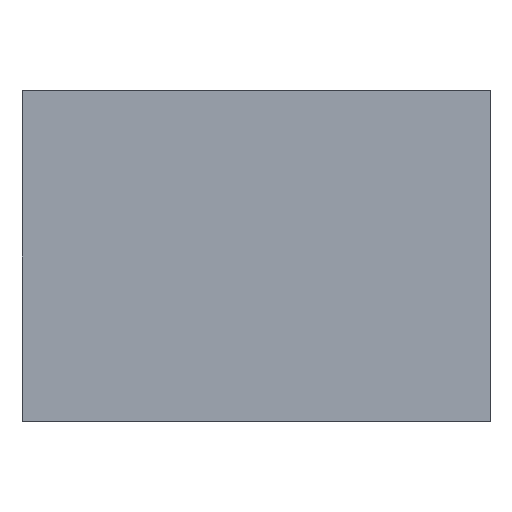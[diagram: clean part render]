
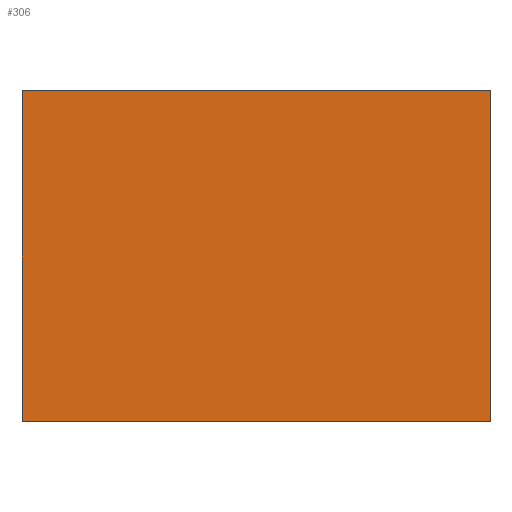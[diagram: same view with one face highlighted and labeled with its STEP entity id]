
A CAD part, top view. The second image highlights one B-rep face of the part: STEP entity #306.
In plain terms, the highlighted planar face has unit normal (0, 0, 1).
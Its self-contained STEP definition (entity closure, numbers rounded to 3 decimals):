
#78=ORIENTED_EDGE('',*,*,#124,.T.);
#79=ORIENTED_EDGE('',*,*,#128,.T.);
#80=ORIENTED_EDGE('',*,*,#131,.T.);
#81=ORIENTED_EDGE('',*,*,#133,.T.);
#124=EDGE_CURVE('',#157,#156,#184,.T.);
#128=EDGE_CURVE('',#156,#159,#188,.T.);
#131=EDGE_CURVE('',#159,#161,#191,.T.);
#133=EDGE_CURVE('',#161,#157,#193,.T.);
#156=VERTEX_POINT('',#487);
#157=VERTEX_POINT('',#489);
#159=VERTEX_POINT('',#495);
#161=VERTEX_POINT('',#501);
#184=LINE('',#488,#220);
#188=LINE('',#496,#224);
#191=LINE('',#502,#227);
#193=LINE('',#505,#229);
#220=VECTOR('',#406,1000.);
#224=VECTOR('',#412,1000.);
#227=VECTOR('',#417,1000.);
#229=VECTOR('',#421,1000.);
#252=EDGE_LOOP('',(#78,#79,#80,#81));
#270=FACE_BOUND('',#252,.T.);
#288=PLANE('',#364);
#306=ADVANCED_FACE('',(#270),#288,.T.);
#364=AXIS2_PLACEMENT_3D('',#506,#422,#423);
#406=DIRECTION('',(0.,-1.,0.));
#412=DIRECTION('',(1.,0.,0.));
#417=DIRECTION('',(0.,1.,0.));
#421=DIRECTION('',(-1.,0.,0.));
#422=DIRECTION('',(0.,0.,1.));
#423=DIRECTION('',(1.,0.,0.));
#487=CARTESIAN_POINT('',(-148.5,-105.,0.08));
#488=CARTESIAN_POINT('',(-148.5,105.,0.08));
#489=CARTESIAN_POINT('',(-148.5,105.,0.08));
#495=CARTESIAN_POINT('',(148.5,-105.,0.08));
#496=CARTESIAN_POINT('',(-148.5,-105.,0.08));
#501=CARTESIAN_POINT('',(148.5,105.,0.08));
#502=CARTESIAN_POINT('',(148.5,-105.,0.08));
#505=CARTESIAN_POINT('',(148.5,105.,0.08));
#506=CARTESIAN_POINT('',(-148.5,-105.,0.08));
